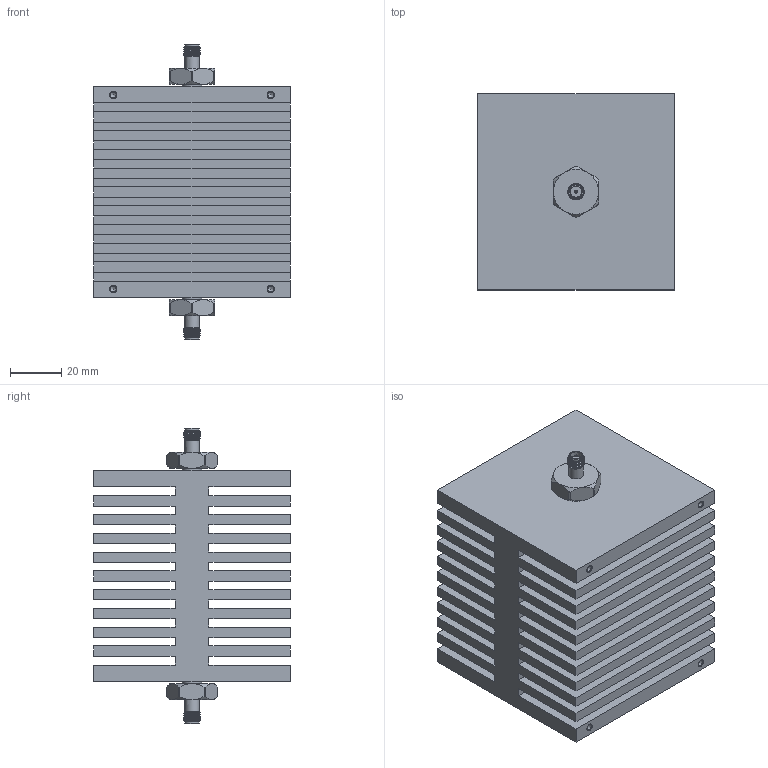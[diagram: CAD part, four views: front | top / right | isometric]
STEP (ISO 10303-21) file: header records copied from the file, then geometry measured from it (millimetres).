
FILE_DESCRIPTION (( 'STEP AP203' ), '1' );
FILE_NAME ('PE7337-40_3D.step', '2021-04-21T19:56:02', ( '' ), ( '' ), 'SwSTEP 2.0', 'SolidWorks 2020', '' );
FILE_SCHEMA (( 'CONFIG_CONTROL_DESIGN' ));
Length unit declared in the file: inch
Products named in the file (1): PE7337-40_3D
Bounding box: 76.2 x 76.2 x 114.81 mm (x, y, z)
Volume: 321556.2 mm3; surface area: 130707.4 mm2
Topology: 1 solids, 1 shells, 208 faces, 539 edges, 347 vertices
Faces by surface type: plane 128, cone 38, cylinder 34, bspline 6, torus 2
Full cylindrical faces by diameter (mm): 0.94 x2, 1.194 x2, 2.261 x4, 2.845 x4, 4.572 x2, 5.582 x4, 7.5 x2
Entity records: 8607 total; most frequent: CARTESIAN_POINT 3747, ORIENTED_EDGE 996, DIRECTION 930, EDGE_CURVE 498, VERTEX_POINT 334, AXIS2_PLACEMENT_3D 311, VECTOR 308, LINE 308
